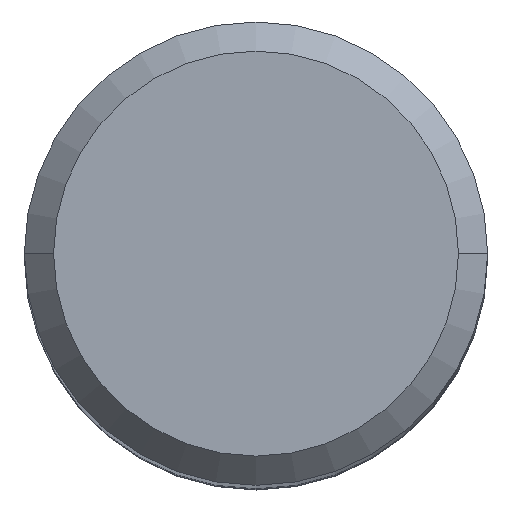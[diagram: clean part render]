
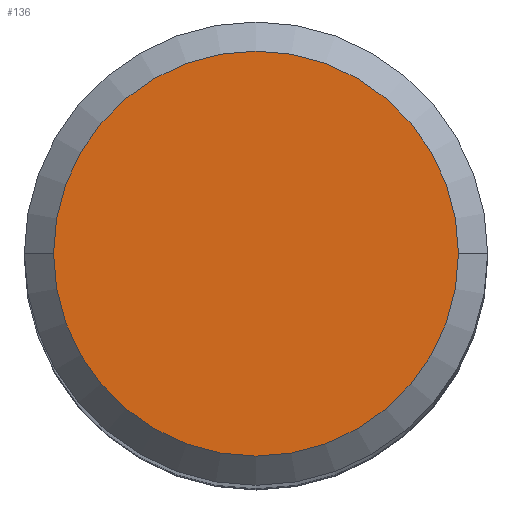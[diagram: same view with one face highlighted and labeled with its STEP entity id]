
A CAD part, top view. The second image highlights one B-rep face of the part: STEP entity #136.
In plain terms, the highlighted planar face has unit normal (0, 0, 1).
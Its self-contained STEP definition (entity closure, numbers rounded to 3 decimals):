
#32=PLANE('',#980);
#136=ADVANCED_FACE('',(#186),#32,.F.);
#186=FACE_OUTER_BOUND('',#236,.T.);
#236=EDGE_LOOP('',(#416,#417,#418,#419));
#416=ORIENTED_EDGE('',*,*,#624,.T.);
#417=ORIENTED_EDGE('',*,*,#625,.T.);
#418=ORIENTED_EDGE('',*,*,#626,.T.);
#419=ORIENTED_EDGE('',*,*,#627,.T.);
#521=VERTEX_POINT('',#1994);
#522=VERTEX_POINT('',#1995);
#523=VERTEX_POINT('',#1997);
#524=VERTEX_POINT('',#1999);
#624=EDGE_CURVE('',#521,#522,#739,.T.);
#625=EDGE_CURVE('',#522,#523,#740,.T.);
#626=EDGE_CURVE('',#523,#524,#741,.T.);
#627=EDGE_CURVE('',#524,#521,#742,.T.);
#739=CIRCLE('',#976,8.325);
#740=CIRCLE('',#977,8.325);
#741=CIRCLE('',#978,8.325);
#742=CIRCLE('',#979,8.325);
#976=AXIS2_PLACEMENT_3D('',#1993,#1182,#1183);
#977=AXIS2_PLACEMENT_3D('',#1996,#1184,#1185);
#978=AXIS2_PLACEMENT_3D('',#1998,#1186,#1187);
#979=AXIS2_PLACEMENT_3D('',#2000,#1188,#1189);
#980=AXIS2_PLACEMENT_3D('',#2001,#1190,#1191);
#1182=DIRECTION('',(0.,0.,1.));
#1183=DIRECTION('',(0.,1.,0.));
#1184=DIRECTION('',(0.,0.,1.));
#1185=DIRECTION('',(-1.,0.,0.));
#1186=DIRECTION('',(0.,0.,1.));
#1187=DIRECTION('',(0.,-1.,0.));
#1188=DIRECTION('',(0.,0.,1.));
#1189=DIRECTION('',(1.,0.,0.));
#1190=DIRECTION('',(0.,0.,-1.));
#1191=DIRECTION('',(-1.,0.,0.));
#1993=CARTESIAN_POINT('',(0.,0.,38.04));
#1994=CARTESIAN_POINT('',(0.,8.325,38.04));
#1995=CARTESIAN_POINT('',(-8.325,0.,38.04));
#1996=CARTESIAN_POINT('',(0.,0.,38.04));
#1997=CARTESIAN_POINT('',(0.,-8.325,38.04));
#1998=CARTESIAN_POINT('',(0.,0.,38.04));
#1999=CARTESIAN_POINT('',(8.325,0.,38.04));
#2000=CARTESIAN_POINT('',(0.,0.,38.04));
#2001=CARTESIAN_POINT('',(0.,0.,38.04));
